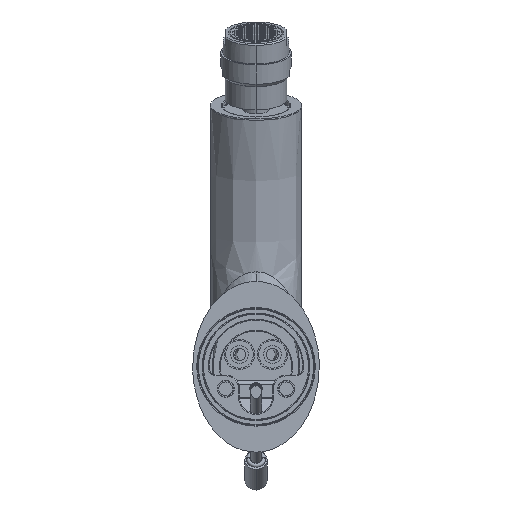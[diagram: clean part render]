
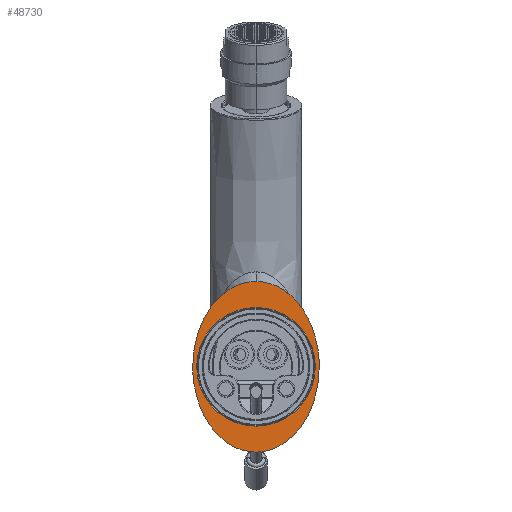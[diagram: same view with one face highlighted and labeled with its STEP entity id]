
A CAD part, front view. The second image highlights one B-rep face of the part: STEP entity #48730.
In plain terms, the highlighted planar face has unit normal (0, -1, 0).
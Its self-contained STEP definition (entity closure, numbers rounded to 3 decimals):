
#5240=CARTESIAN_POINT('',(23.,-5.,0.));
#5241=CARTESIAN_POINT('',(23.,-5.,-1.827));
#5242=CARTESIAN_POINT('',(22.759,-5.,-5.617));
#5243=CARTESIAN_POINT('',(21.539,-5.,-11.446));
#5244=CARTESIAN_POINT('',(19.753,-5.,-16.127));
#5245=CARTESIAN_POINT('',(17.889,-5.,-19.572));
#5246=CARTESIAN_POINT('',(16.293,-5.,-21.96));
#5247=CARTESIAN_POINT('',(14.521,-5.,-24.112));
#5248=CARTESIAN_POINT('',(12.604,-5.,-25.995));
#5249=CARTESIAN_POINT('',(10.576,-5.,-27.588));
#5250=CARTESIAN_POINT('',(8.473,-5.,-28.875));
#5251=CARTESIAN_POINT('',(6.33,-5.,-29.854));
#5252=CARTESIAN_POINT('',(4.539,-5.,-30.418));
#5253=CARTESIAN_POINT('',(3.119,-5.,-30.725));
#5254=CARTESIAN_POINT('',(2.064,-5.,-30.886));
#5255=CARTESIAN_POINT('',(1.196,-5.,-30.964));
#5256=CARTESIAN_POINT('',(0.51,-5.,-30.995));
#5257=CARTESIAN_POINT('',(0.,-5.,-31.003));
#5258=CARTESIAN_POINT('',(-0.51,-5.,-30.995));
#5259=CARTESIAN_POINT('',(-1.196,-5.,-30.964));
#5260=CARTESIAN_POINT('',(-2.064,-5.,-30.886));
#5261=CARTESIAN_POINT('',(-3.119,-5.,-30.725));
#5262=CARTESIAN_POINT('',(-4.539,-5.,-30.418));
#5263=CARTESIAN_POINT('',(-6.33,-5.,-29.854));
#5264=CARTESIAN_POINT('',(-8.473,-5.,-28.875));
#5265=CARTESIAN_POINT('',(-10.576,-5.,-27.588));
#5266=CARTESIAN_POINT('',(-12.604,-5.,-25.995));
#5267=CARTESIAN_POINT('',(-14.521,-5.,-24.112));
#5268=CARTESIAN_POINT('',(-16.293,-5.,-21.96));
#5269=CARTESIAN_POINT('',(-17.889,-5.,-19.572));
#5270=CARTESIAN_POINT('',(-19.753,-5.,-16.127));
#5271=CARTESIAN_POINT('',(-21.539,-5.,-11.446));
#5272=CARTESIAN_POINT('',(-22.759,-5.,-5.617));
#5273=CARTESIAN_POINT('',(-23.,-5.,-1.827));
#5274=CARTESIAN_POINT('',(-23.,-5.,0.));
#5276=CARTESIAN_POINT('',(-23.,-5.,0.));
#5277=CARTESIAN_POINT('',(-23.,-5.,1.827));
#5278=CARTESIAN_POINT('',(-22.759,-5.,5.617));
#5279=CARTESIAN_POINT('',(-21.539,-5.,11.446));
#5280=CARTESIAN_POINT('',(-19.753,-5.,16.127));
#5281=CARTESIAN_POINT('',(-17.889,-5.,19.572));
#5282=CARTESIAN_POINT('',(-16.293,-5.,21.96));
#5283=CARTESIAN_POINT('',(-14.521,-5.,24.112));
#5284=CARTESIAN_POINT('',(-12.604,-5.,25.995));
#5285=CARTESIAN_POINT('',(-10.576,-5.,27.588));
#5286=CARTESIAN_POINT('',(-8.473,-5.,28.875));
#5287=CARTESIAN_POINT('',(-6.33,-5.,29.854));
#5288=CARTESIAN_POINT('',(-4.539,-5.,30.418));
#5289=CARTESIAN_POINT('',(-3.119,-5.,30.725));
#5290=CARTESIAN_POINT('',(-2.064,-5.,30.886));
#5291=CARTESIAN_POINT('',(-1.196,-5.,30.964));
#5292=CARTESIAN_POINT('',(-0.51,-5.,30.995));
#5293=CARTESIAN_POINT('',(0.,-5.,31.003));
#5294=CARTESIAN_POINT('',(0.51,-5.,30.995));
#5295=CARTESIAN_POINT('',(1.196,-5.,30.964));
#5296=CARTESIAN_POINT('',(2.064,-5.,30.886));
#5297=CARTESIAN_POINT('',(3.119,-5.,30.725));
#5298=CARTESIAN_POINT('',(4.539,-5.,30.418));
#5299=CARTESIAN_POINT('',(6.33,-5.,29.854));
#5300=CARTESIAN_POINT('',(8.473,-5.,28.875));
#5301=CARTESIAN_POINT('',(10.576,-5.,27.588));
#5302=CARTESIAN_POINT('',(12.604,-5.,25.995));
#5303=CARTESIAN_POINT('',(14.521,-5.,24.112));
#5304=CARTESIAN_POINT('',(16.293,-5.,21.96));
#5305=CARTESIAN_POINT('',(17.889,-5.,19.572));
#5306=CARTESIAN_POINT('',(19.753,-5.,16.127));
#5307=CARTESIAN_POINT('',(21.539,-5.,11.446));
#5308=CARTESIAN_POINT('',(22.759,-5.,5.617));
#5309=CARTESIAN_POINT('',(23.,-5.,1.827));
#5310=CARTESIAN_POINT('',(23.,-5.,0.));
#5312=CARTESIAN_POINT('',(0.,-5.,0.));
#5313=DIRECTION('',(0.,1.,0.));
#5314=DIRECTION('',(1.,0.,0.));
#5315=AXIS2_PLACEMENT_3D('',#5312,#5313,#5314);
#5317=CARTESIAN_POINT('',(0.,-5.,0.));
#5318=DIRECTION('',(0.,1.,0.));
#5319=DIRECTION('',(-1.,0.,0.));
#5320=AXIS2_PLACEMENT_3D('',#5317,#5318,#5319);
#43634=VERTEX_POINT('',#5240);
#43635=VERTEX_POINT('',#5274);
#43642=CARTESIAN_POINT('',(21.55,-5.,0.));
#43643=CARTESIAN_POINT('',(-21.55,-5.,0.));
#43644=VERTEX_POINT('',#43642);
#43645=VERTEX_POINT('',#43643);
#48714=CARTESIAN_POINT('',(0.,-5.,0.));
#48715=DIRECTION('',(0.,1.,0.));
#48716=DIRECTION('',(1.,0.,0.));
#48717=AXIS2_PLACEMENT_3D('',#48714,#48715,#48716);
#48718=PLANE('',#48717);
#48719=ORIENTED_EDGE('',*,*,#48697,.T.);
#48721=ORIENTED_EDGE('',*,*,#48720,.T.);
#48722=EDGE_LOOP('',(#48719,#48721));
#48723=FACE_OUTER_BOUND('',#48722,.F.);
#48725=ORIENTED_EDGE('',*,*,#48724,.F.);
#48727=ORIENTED_EDGE('',*,*,#48726,.F.);
#48728=EDGE_LOOP('',(#48725,#48727));
#48729=FACE_BOUND('',#48728,.F.);
#48730=ADVANCED_FACE('',(#48723,#48729),#48718,.F.);
#5275=B_SPLINE_CURVE_WITH_KNOTS('',3,(#5240,#5241,#5242,#5243,#5244,#5245,#5246,
#5247,#5248,#5249,#5250,#5251,#5252,#5253,#5254,#5255,#5256,#5257,#5258,#5259,
#5260,#5261,#5262,#5263,#5264,#5265,#5266,#5267,#5268,#5269,#5270,#5271,#5272,
#5273,#5274),.UNSPECIFIED.,.F.,.F.,(4,1,1,1,1,1,1,1,1,1,1,1,1,1,1,1,1,1,1,1,1,1,
1,1,1,1,1,1,1,1,1,1,4),(0.,0.063,0.125,0.188,0.219,0.25,
0.281,0.313,0.344,0.375,0.406,0.438,0.453,0.469,
0.484,0.492,0.5,0.508,0.516,0.531,0.547,
0.563,0.594,0.625,0.656,0.688,0.719,0.75,0.781,
0.813,0.875,0.938,1.),.UNSPECIFIED.);
#5311=B_SPLINE_CURVE_WITH_KNOTS('',3,(#5276,#5277,#5278,#5279,#5280,#5281,#5282,
#5283,#5284,#5285,#5286,#5287,#5288,#5289,#5290,#5291,#5292,#5293,#5294,#5295,
#5296,#5297,#5298,#5299,#5300,#5301,#5302,#5303,#5304,#5305,#5306,#5307,#5308,
#5309,#5310),.UNSPECIFIED.,.F.,.F.,(4,1,1,1,1,1,1,1,1,1,1,1,1,1,1,1,1,1,1,1,1,1,
1,1,1,1,1,1,1,1,1,1,4),(0.,0.063,0.125,0.188,0.219,0.25,
0.281,0.313,0.344,0.375,0.406,0.438,0.453,0.469,
0.484,0.492,0.5,0.508,0.516,0.531,0.547,
0.563,0.594,0.625,0.656,0.688,0.719,0.75,0.781,
0.813,0.875,0.938,1.),.UNSPECIFIED.);
#5316=CIRCLE('',#5315,21.55);
#5321=CIRCLE('',#5320,21.55);
#48697=EDGE_CURVE('',#43634,#43635,#5275,.T.);
#48720=EDGE_CURVE('',#43635,#43634,#5311,.T.);
#48724=EDGE_CURVE('',#43644,#43645,#5316,.T.);
#48726=EDGE_CURVE('',#43645,#43644,#5321,.T.);
